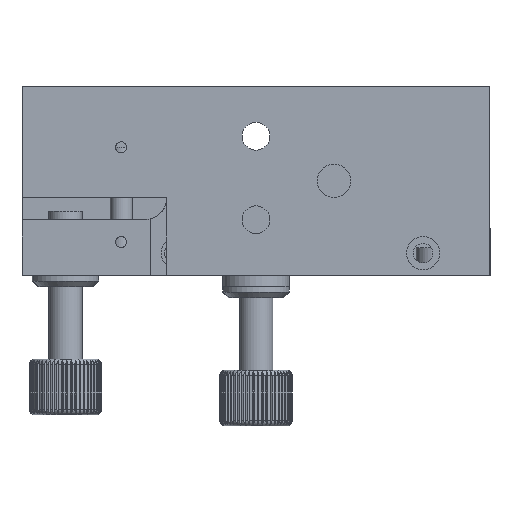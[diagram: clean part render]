
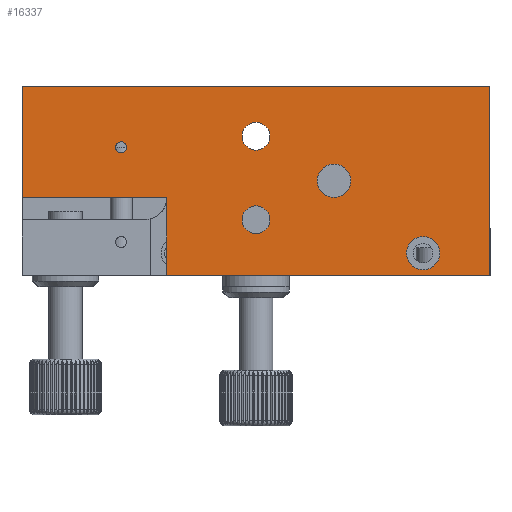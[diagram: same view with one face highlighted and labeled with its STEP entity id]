
A CAD part, front view. The second image highlights one B-rep face of the part: STEP entity #16337.
In plain terms, the highlighted planar face has unit normal (0, -1, 0).
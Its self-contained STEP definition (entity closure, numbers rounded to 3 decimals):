
#11 = VERTEX_POINT ( 'NONE', #626 ) ;
#205 = CIRCLE ( 'NONE', #21574, 3. ) ;
#324 = CARTESIAN_POINT ( 'NONE',  ( -42., -60., -17. ) ) ;
#480 = CARTESIAN_POINT ( 'NONE',  ( -42., -60., 17. ) ) ;
#626 = CARTESIAN_POINT ( 'NONE',  ( -16., -60., -3. ) ) ;
#716 = CARTESIAN_POINT ( 'NONE',  ( -16., -60., 17. ) ) ;
#717 = VERTEX_POINT ( 'NONE', #10689 ) ;
#809 = AXIS2_PLACEMENT_3D ( 'NONE', #22743, #8788, #6499 ) ;
#943 = CIRCLE ( 'NONE', #16217, 1. ) ;
#997 = EDGE_CURVE ( 'NONE', #3767, #11, #6767, .T. ) ;
#1145 = DIRECTION ( 'NONE',  ( 0., 0., -1. ) ) ;
#1355 = ORIENTED_EDGE ( 'NONE', *, *, #997, .T. ) ;
#1738 = CIRCLE ( 'NONE', #11596, 3. ) ;
#1797 = CARTESIAN_POINT ( 'NONE',  ( 42., -60., 17. ) ) ;
#1900 = EDGE_CURVE ( 'NONE', #13637, #15133, #5021, .T. ) ;
#1911 = EDGE_LOOP ( 'NONE', ( #8839, #18952 ) ) ;
#2263 = PLANE ( 'NONE',  #20132 ) ;
#2452 = VECTOR ( 'NONE', #15118, 1000. ) ;
#2486 = CARTESIAN_POINT ( 'NONE',  ( -16., -60., -17. ) ) ;
#2565 = DIRECTION ( 'NONE',  ( 0., 0., 1. ) ) ;
#2583 = DIRECTION ( 'NONE',  ( 0., 0., 1. ) ) ;
#2684 = VERTEX_POINT ( 'NONE', #17888 ) ;
#2749 = CIRCLE ( 'NONE', #14636, 2.5 ) ;
#2837 = DIRECTION ( 'NONE',  ( 0., 0., 1. ) ) ;
#3177 = CARTESIAN_POINT ( 'NONE',  ( 42., -60., -17. ) ) ;
#3198 = CIRCLE ( 'NONE', #12799, 3. ) ;
#3416 = VECTOR ( 'NONE', #4215, 1000. ) ;
#3444 = CARTESIAN_POINT ( 'NONE',  ( 14., -60., 0. ) ) ;
#3517 = VECTOR ( 'NONE', #1145, 1000. ) ;
#3767 = VERTEX_POINT ( 'NONE', #15957 ) ;
#4020 = DIRECTION ( 'NONE',  ( 0., 1., 0. ) ) ;
#4215 = DIRECTION ( 'NONE',  ( 0., 0., -1. ) ) ;
#4273 = DIRECTION ( 'NONE',  ( 0., 0., -1. ) ) ;
#4543 = CARTESIAN_POINT ( 'NONE',  ( -24.2, -60., 5. ) ) ;
#4604 = FACE_BOUND ( 'NONE', #13683, .T. ) ;
#4757 = DIRECTION ( 'NONE',  ( 1., 0., 0. ) ) ;
#4891 = ORIENTED_EDGE ( 'NONE', *, *, #21475, .T. ) ;
#5021 = CIRCLE ( 'NONE', #11857, 3. ) ;
#5261 = ORIENTED_EDGE ( 'NONE', *, *, #11149, .T. ) ;
#5269 = LINE ( 'NONE', #716, #2452 ) ;
#5271 = ORIENTED_EDGE ( 'NONE', *, *, #7553, .T. ) ;
#5286 = CIRCLE ( 'NONE', #13139, 2.5 ) ;
#5443 = CARTESIAN_POINT ( 'NONE',  ( 0., -60., 5.5 ) ) ;
#5492 = DIRECTION ( 'NONE',  ( 0., 0., -1. ) ) ;
#5596 = DIRECTION ( 'NONE',  ( 0., 1., 0. ) ) ;
#5693 = VERTEX_POINT ( 'NONE', #21281 ) ;
#5732 = CARTESIAN_POINT ( 'NONE',  ( -24.2, -60., 6. ) ) ;
#5814 = DIRECTION ( 'NONE',  ( 0., 1., 0. ) ) ;
#6270 = CARTESIAN_POINT ( 'NONE',  ( -24.2, -60., 6. ) ) ;
#6274 = CARTESIAN_POINT ( 'NONE',  ( -42., -60., -3. ) ) ;
#6284 = EDGE_CURVE ( 'NONE', #10375, #23122, #12681, .T. ) ;
#6499 = DIRECTION ( 'NONE',  ( 0., 0., 1. ) ) ;
#6767 = LINE ( 'NONE', #6274, #18962 ) ;
#7138 = VECTOR ( 'NONE', #21405, 1000. ) ;
#7375 = CARTESIAN_POINT ( 'NONE',  ( 30., -60., -13. ) ) ;
#7553 = EDGE_CURVE ( 'NONE', #717, #16530, #11777, .T. ) ;
#7993 = DIRECTION ( 'NONE',  ( 0., 1., 0. ) ) ;
#8788 = DIRECTION ( 'NONE',  ( 0., 1., 0. ) ) ;
#8839 = ORIENTED_EDGE ( 'NONE', *, *, #15438, .F. ) ;
#8931 = AXIS2_PLACEMENT_3D ( 'NONE', #6270, #16959, #4273 ) ;
#9231 = ORIENTED_EDGE ( 'NONE', *, *, #1900, .T. ) ;
#9365 = VERTEX_POINT ( 'NONE', #5443 ) ;
#9907 = EDGE_CURVE ( 'NONE', #15133, #13637, #205, .T. ) ;
#10142 = ORIENTED_EDGE ( 'NONE', *, *, #17648, .F. ) ;
#10375 = VERTEX_POINT ( 'NONE', #19113 ) ;
#10689 = CARTESIAN_POINT ( 'NONE',  ( 0., -60., -9.5 ) ) ;
#11095 = DIRECTION ( 'NONE',  ( 0., 1., 0. ) ) ;
#11149 = EDGE_CURVE ( 'NONE', #5693, #9365, #2749, .T. ) ;
#11162 = DIRECTION ( 'NONE',  ( 0., 0., 1. ) ) ;
#11380 = ORIENTED_EDGE ( 'NONE', *, *, #20393, .T. ) ;
#11446 = FACE_BOUND ( 'NONE', #1911, .T. ) ;
#11596 = AXIS2_PLACEMENT_3D ( 'NONE', #13258, #4020, #18587 ) ;
#11610 = VERTEX_POINT ( 'NONE', #17902 ) ;
#11646 = DIRECTION ( 'NONE',  ( 0., 1., 0. ) ) ;
#11777 = CIRCLE ( 'NONE', #11812, 2.5 ) ;
#11812 = AXIS2_PLACEMENT_3D ( 'NONE', #12566, #21742, #14199 ) ;
#11857 = AXIS2_PLACEMENT_3D ( 'NONE', #20973, #22989, #2837 ) ;
#12146 = ORIENTED_EDGE ( 'NONE', *, *, #23035, .T. ) ;
#12566 = CARTESIAN_POINT ( 'NONE',  ( 0., -60., -7. ) ) ;
#12681 = CIRCLE ( 'NONE', #8931, 1. ) ;
#12795 = ORIENTED_EDGE ( 'NONE', *, *, #18702, .F. ) ;
#12799 = AXIS2_PLACEMENT_3D ( 'NONE', #3444, #5814, #11162 ) ;
#12825 = DIRECTION ( 'NONE',  ( 0., -1., 0. ) ) ;
#12978 = DIRECTION ( 'NONE',  ( 0., 0., 1. ) ) ;
#13013 = EDGE_CURVE ( 'NONE', #16530, #717, #21004, .T. ) ;
#13139 = AXIS2_PLACEMENT_3D ( 'NONE', #22429, #11646, #2583 ) ;
#13258 = CARTESIAN_POINT ( 'NONE',  ( 14., -60., 0. ) ) ;
#13637 = VERTEX_POINT ( 'NONE', #13699 ) ;
#13683 = EDGE_LOOP ( 'NONE', ( #19155, #9231 ) ) ;
#13699 = CARTESIAN_POINT ( 'NONE',  ( 33., -60., -13. ) ) ;
#13769 = EDGE_CURVE ( 'NONE', #2684, #3767, #15653, .T. ) ;
#14199 = DIRECTION ( 'NONE',  ( 0., 0., 1. ) ) ;
#14357 = EDGE_LOOP ( 'NONE', ( #1355, #4891, #20480, #12795, #10142, #15518 ) ) ;
#14572 = FACE_OUTER_BOUND ( 'NONE', #14357, .T. ) ;
#14611 = LINE ( 'NONE', #324, #14885 ) ;
#14636 = AXIS2_PLACEMENT_3D ( 'NONE', #18749, #7993, #2565 ) ;
#14694 = ORIENTED_EDGE ( 'NONE', *, *, #13013, .T. ) ;
#14864 = FACE_BOUND ( 'NONE', #17847, .T. ) ;
#14885 = VECTOR ( 'NONE', #14892, 1000. ) ;
#14892 = DIRECTION ( 'NONE',  ( 1., 0., 0. ) ) ;
#15056 = VERTEX_POINT ( 'NONE', #1797 ) ;
#15118 = DIRECTION ( 'NONE',  ( 0., 0., -1. ) ) ;
#15133 = VERTEX_POINT ( 'NONE', #20414 ) ;
#15336 = ORIENTED_EDGE ( 'NONE', *, *, #20610, .T. ) ;
#15434 = CARTESIAN_POINT ( 'NONE',  ( 42., -60., 17. ) ) ;
#15438 = EDGE_CURVE ( 'NONE', #23122, #10375, #943, .T. ) ;
#15502 = EDGE_CURVE ( 'NONE', #21537, #21983, #14611, .T. ) ;
#15518 = ORIENTED_EDGE ( 'NONE', *, *, #13769, .T. ) ;
#15653 = LINE ( 'NONE', #480, #3416 ) ;
#15670 = LINE ( 'NONE', #19503, #7138 ) ;
#15903 = VERTEX_POINT ( 'NONE', #16264 ) ;
#15957 = CARTESIAN_POINT ( 'NONE',  ( -42., -60., -3. ) ) ;
#16217 = AXIS2_PLACEMENT_3D ( 'NONE', #5732, #12825, #5492 ) ;
#16264 = CARTESIAN_POINT ( 'NONE',  ( 17., -60., 0. ) ) ;
#16337 = ADVANCED_FACE ( 'NONE', ( #11446, #4604, #14864, #23281, #17915, #14572 ), #2263, .F. ) ;
#16530 = VERTEX_POINT ( 'NONE', #16892 ) ;
#16892 = CARTESIAN_POINT ( 'NONE',  ( 0., -60., -4.5 ) ) ;
#16959 = DIRECTION ( 'NONE',  ( 0., -1., 0. ) ) ;
#17648 = EDGE_CURVE ( 'NONE', #2684, #15056, #15670, .T. ) ;
#17847 = EDGE_LOOP ( 'NONE', ( #15336, #11380 ) ) ;
#17888 = CARTESIAN_POINT ( 'NONE',  ( -42., -60., 17. ) ) ;
#17902 = CARTESIAN_POINT ( 'NONE',  ( 11., -60., 0. ) ) ;
#17915 = FACE_BOUND ( 'NONE', #20645, .T. ) ;
#18305 = CARTESIAN_POINT ( 'NONE',  ( -42., -60., 17. ) ) ;
#18587 = DIRECTION ( 'NONE',  ( 0., 0., 1. ) ) ;
#18702 = EDGE_CURVE ( 'NONE', #15056, #21983, #19083, .T. ) ;
#18749 = CARTESIAN_POINT ( 'NONE',  ( 0., -60., 8. ) ) ;
#18952 = ORIENTED_EDGE ( 'NONE', *, *, #6284, .F. ) ;
#18962 = VECTOR ( 'NONE', #4757, 1000. ) ;
#19083 = LINE ( 'NONE', #15434, #3517 ) ;
#19113 = CARTESIAN_POINT ( 'NONE',  ( -24.2, -60., 7. ) ) ;
#19155 = ORIENTED_EDGE ( 'NONE', *, *, #9907, .T. ) ;
#19503 = CARTESIAN_POINT ( 'NONE',  ( -42., -60., 17. ) ) ;
#20132 = AXIS2_PLACEMENT_3D ( 'NONE', #18305, #11095, #12978 ) ;
#20158 = DIRECTION ( 'NONE',  ( 0., 0., 1. ) ) ;
#20234 = EDGE_LOOP ( 'NONE', ( #14694, #5271 ) ) ;
#20393 = EDGE_CURVE ( 'NONE', #15903, #11610, #3198, .T. ) ;
#20414 = CARTESIAN_POINT ( 'NONE',  ( 27., -60., -13. ) ) ;
#20480 = ORIENTED_EDGE ( 'NONE', *, *, #15502, .T. ) ;
#20610 = EDGE_CURVE ( 'NONE', #11610, #15903, #1738, .T. ) ;
#20645 = EDGE_LOOP ( 'NONE', ( #5261, #12146 ) ) ;
#20973 = CARTESIAN_POINT ( 'NONE',  ( 30., -60., -13. ) ) ;
#21004 = CIRCLE ( 'NONE', #809, 2.5 ) ;
#21281 = CARTESIAN_POINT ( 'NONE',  ( 0., -60., 10.5 ) ) ;
#21405 = DIRECTION ( 'NONE',  ( 1., 0., 0. ) ) ;
#21475 = EDGE_CURVE ( 'NONE', #11, #21537, #5269, .T. ) ;
#21537 = VERTEX_POINT ( 'NONE', #2486 ) ;
#21574 = AXIS2_PLACEMENT_3D ( 'NONE', #7375, #5596, #20158 ) ;
#21742 = DIRECTION ( 'NONE',  ( 0., 1., 0. ) ) ;
#21983 = VERTEX_POINT ( 'NONE', #3177 ) ;
#22429 = CARTESIAN_POINT ( 'NONE',  ( 0., -60., 8. ) ) ;
#22743 = CARTESIAN_POINT ( 'NONE',  ( 0., -60., -7. ) ) ;
#22989 = DIRECTION ( 'NONE',  ( 0., 1., 0. ) ) ;
#23035 = EDGE_CURVE ( 'NONE', #9365, #5693, #5286, .T. ) ;
#23122 = VERTEX_POINT ( 'NONE', #4543 ) ;
#23281 = FACE_BOUND ( 'NONE', #20234, .T. ) ;
